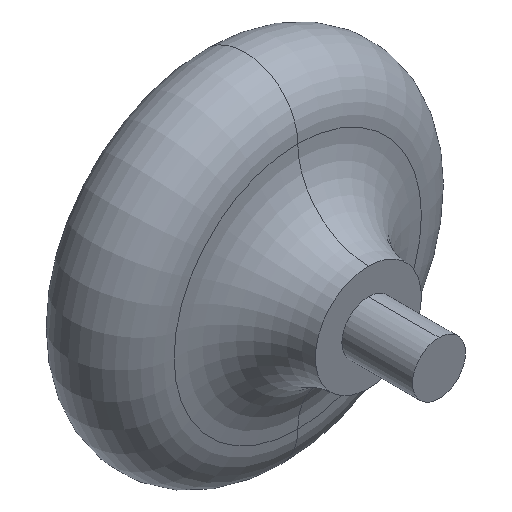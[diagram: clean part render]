
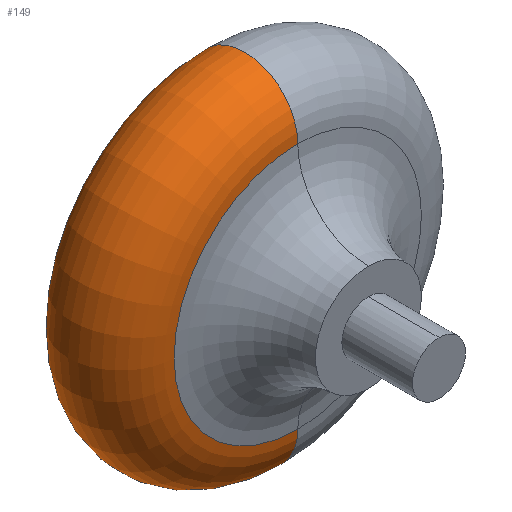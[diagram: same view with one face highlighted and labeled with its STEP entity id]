
A CAD part, isometric view. The second image highlights one B-rep face of the part: STEP entity #149.
In plain terms, the highlighted toroidal (fillet/blend) face has major radius 11.12 mm and minor radius 4.76 mm.
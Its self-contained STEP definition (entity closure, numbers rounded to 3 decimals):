
#13 = DIRECTION ( 'NONE',  ( 0., 0., -1. ) ) ;
#14 = VERTEX_POINT ( 'NONE', #99 ) ;
#18 = TOROIDAL_SURFACE ( 'NONE', #182, 11.12, 4.76 ) ;
#19 = DIRECTION ( 'NONE',  ( 0., 0., -1. ) ) ;
#26 = CARTESIAN_POINT ( 'NONE',  ( 0., 17.46, 0. ) ) ;
#30 = ORIENTED_EDGE ( 'NONE', *, *, #237, .T. ) ;
#37 = EDGE_LOOP ( 'NONE', ( #71, #91, #30, #191 ) ) ;
#42 = AXIS2_PLACEMENT_3D ( 'NONE', #147, #129, #13 ) ;
#44 = CARTESIAN_POINT ( 'NONE',  ( 0., 22.22, 11.12 ) ) ;
#48 = CARTESIAN_POINT ( 'NONE',  ( 0., 12.7, -11.118 ) ) ;
#53 = DIRECTION ( 'NONE',  ( 0., 0., -1. ) ) ;
#54 = CIRCLE ( 'NONE', #87, 11.118 ) ;
#65 = CIRCLE ( 'NONE', #210, 4.76 ) ;
#66 = CARTESIAN_POINT ( 'NONE',  ( 0., 17.46, 11.12 ) ) ;
#71 = ORIENTED_EDGE ( 'NONE', *, *, #161, .F. ) ;
#72 = DIRECTION ( 'NONE',  ( 1., 0., 0. ) ) ;
#87 = AXIS2_PLACEMENT_3D ( 'NONE', #126, #251, #53 ) ;
#90 = DIRECTION ( 'NONE',  ( 0., 0., -1. ) ) ;
#91 = ORIENTED_EDGE ( 'NONE', *, *, #183, .T. ) ;
#98 = VERTEX_POINT ( 'NONE', #44 ) ;
#99 = CARTESIAN_POINT ( 'NONE',  ( 0., 22.22, -11.12 ) ) ;
#111 = CIRCLE ( 'NONE', #42, 11.12 ) ;
#126 = CARTESIAN_POINT ( 'NONE',  ( 0., 12.7, 0. ) ) ;
#129 = DIRECTION ( 'NONE',  ( 0., -1., 0. ) ) ;
#137 = VERTEX_POINT ( 'NONE', #48 ) ;
#147 = CARTESIAN_POINT ( 'NONE',  ( 0., 22.22, 0. ) ) ;
#149 = ADVANCED_FACE ( 'NONE', ( #189 ), #18, .T. ) ;
#151 = CARTESIAN_POINT ( 'NONE',  ( 0., 17.46, -11.12 ) ) ;
#153 = DIRECTION ( 'NONE',  ( -1., 0., 0. ) ) ;
#161 = EDGE_CURVE ( 'NONE', #98, #206, #180, .T. ) ;
#175 = EDGE_CURVE ( 'NONE', #206, #137, #54, .T. ) ;
#180 = CIRCLE ( 'NONE', #258, 4.76 ) ;
#182 = AXIS2_PLACEMENT_3D ( 'NONE', #26, #185, #19 ) ;
#183 = EDGE_CURVE ( 'NONE', #98, #14, #111, .T. ) ;
#184 = DIRECTION ( 'NONE',  ( 0., 0., 1. ) ) ;
#185 = DIRECTION ( 'NONE',  ( 0., -1., 0. ) ) ;
#189 = FACE_OUTER_BOUND ( 'NONE', #37, .T. ) ;
#191 = ORIENTED_EDGE ( 'NONE', *, *, #175, .F. ) ;
#206 = VERTEX_POINT ( 'NONE', #249 ) ;
#210 = AXIS2_PLACEMENT_3D ( 'NONE', #151, #153, #184 ) ;
#237 = EDGE_CURVE ( 'NONE', #14, #137, #65, .T. ) ;
#249 = CARTESIAN_POINT ( 'NONE',  ( 0., 12.7, 11.118 ) ) ;
#251 = DIRECTION ( 'NONE',  ( 0., -1., 0. ) ) ;
#258 = AXIS2_PLACEMENT_3D ( 'NONE', #66, #72, #90 ) ;
